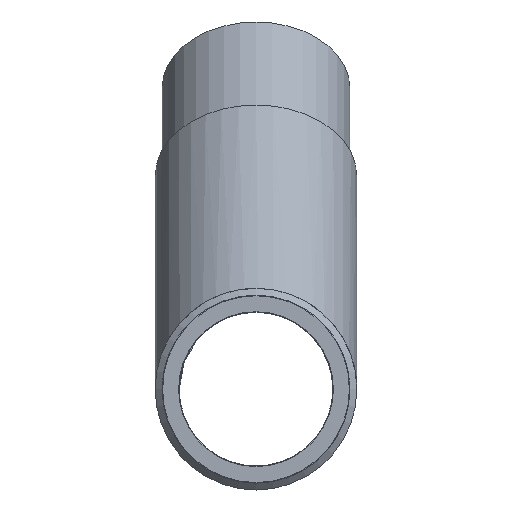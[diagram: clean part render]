
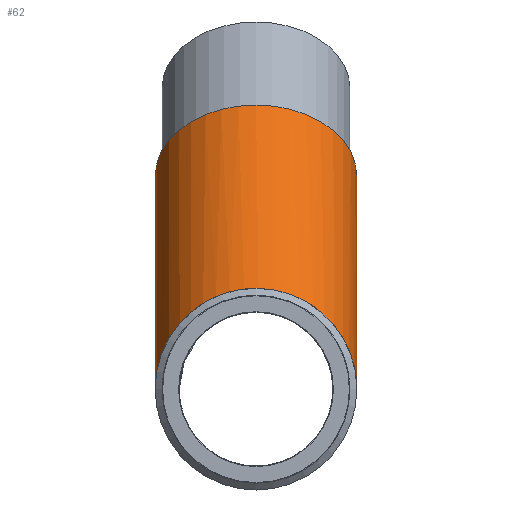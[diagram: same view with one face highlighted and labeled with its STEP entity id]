
A CAD part, left-side view. The second image highlights one B-rep face of the part: STEP entity #62.
In plain terms, the highlighted cylindrical face has radius 85.837 mm (diameter 171.674 mm), a full revolution.
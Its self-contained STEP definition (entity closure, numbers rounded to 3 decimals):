
#62 = ADVANCED_FACE( '', ( #136, #137 ), #138, .T. );
#136 = FACE_OUTER_BOUND( '', #217, .T. );
#137 = FACE_OUTER_BOUND( '', #218, .T. );
#138 = CYLINDRICAL_SURFACE( '', #219, 85.837 );
#217 = EDGE_LOOP( '', ( #313 ) );
#218 = EDGE_LOOP( '', ( #314, #315 ) );
#219 = AXIS2_PLACEMENT_3D( '', #316, #317, #318 );
#313 = ORIENTED_EDGE( '', *, *, #390, .F. );
#314 = ORIENTED_EDGE( '', *, *, #391, .T. );
#315 = ORIENTED_EDGE( '', *, *, #392, .T. );
#316 = CARTESIAN_POINT( '', ( 421.973, 0., 255.973 ) );
#317 = DIRECTION( '', ( -0.707, 0., -0.707 ) );
#318 = DIRECTION( '', ( 0.707, 0., -0.707 ) );
#390 = EDGE_CURVE( '', #444, #444, #445, .T. );
#391 = EDGE_CURVE( '', #446, #447, #448, .F. );
#392 = EDGE_CURVE( '', #447, #446, #449, .T. );
#444 = VERTEX_POINT( '', #504 );
#445 = CIRCLE( '', #505, 85.837 );
#446 = VERTEX_POINT( '', #506 );
#447 = VERTEX_POINT( '', #507 );
#448 = ELLIPSE( '', #508, 224.303, 85.837 );
#449 = ELLIPSE( '', #509, 92.909, 85.837 );
#504 = CARTESIAN_POINT( '', ( 407.831, 0., 120.439 ) );
#505 = AXIS2_PLACEMENT_3D( '', #568, #569, #570 );
#506 = CARTESIAN_POINT( '', ( 166., -85.837, 0. ) );
#507 = CARTESIAN_POINT( '', ( 166., 85.837, 0. ) );
#508 = AXIS2_PLACEMENT_3D( '', #571, #572, #573 );
#509 = AXIS2_PLACEMENT_3D( '', #574, #575, #576 );
#568 = CARTESIAN_POINT( '', ( 347.135, 0., 181.135 ) );
#569 = DIRECTION( '', ( 0.707, 0., 0.707 ) );
#570 = DIRECTION( '', ( 0.707, 0., -0.707 ) );
#571 = CARTESIAN_POINT( '', ( 166., 0., 0. ) );
#572 = DIRECTION( '', ( 0.383, 0., -0.924 ) );
#573 = DIRECTION( '', ( 0.924, 0., 0.383 ) );
#574 = CARTESIAN_POINT( '', ( 166., 0., 0. ) );
#575 = DIRECTION( '', ( 0.924, 0., 0.383 ) );
#576 = DIRECTION( '', ( 0.383, 0., -0.924 ) );
